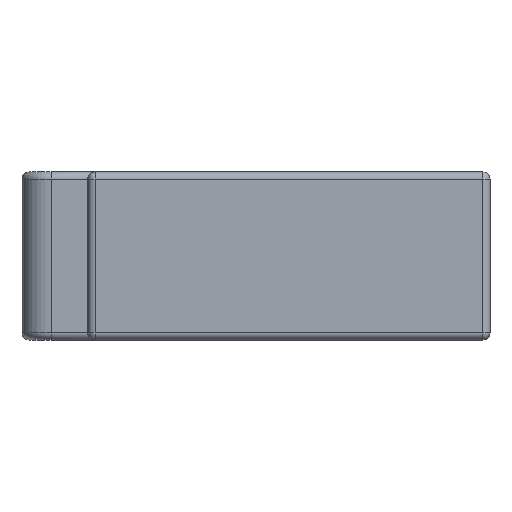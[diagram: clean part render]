
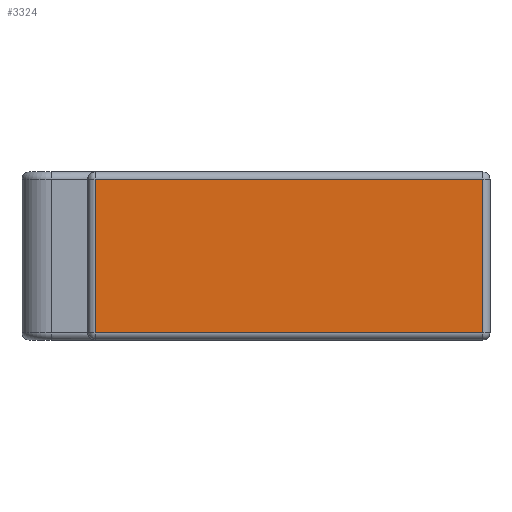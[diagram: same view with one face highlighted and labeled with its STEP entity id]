
A CAD part, left-side view. The second image highlights one B-rep face of the part: STEP entity #3324.
In plain terms, the highlighted planar face has unit normal (-1, 0, 0).
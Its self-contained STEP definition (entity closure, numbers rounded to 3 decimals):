
#170 = VERTEX_POINT ( 'NONE', #3695 ) ;
#931 = LINE ( 'NONE', #2482, #4168 ) ;
#936 = DIRECTION ( 'NONE',  ( 0., -1., 0. ) ) ;
#1088 = DIRECTION ( 'NONE',  ( 1., 0., 0. ) ) ;
#1218 = VERTEX_POINT ( 'NONE', #4816 ) ;
#1645 = EDGE_CURVE ( 'NONE', #1218, #170, #2918, .T. ) ;
#1953 = EDGE_CURVE ( 'NONE', #170, #2260, #931, .T. ) ;
#2260 = VERTEX_POINT ( 'NONE', #2819 ) ;
#2293 = CARTESIAN_POINT ( 'NONE',  ( -43., 26.5, 11.5 ) ) ;
#2352 = LINE ( 'NONE', #5065, #4154 ) ;
#2423 = DIRECTION ( 'NONE',  ( 0., 1., 0. ) ) ;
#2434 = LINE ( 'NONE', #2293, #4776 ) ;
#2482 = CARTESIAN_POINT ( 'NONE',  ( -43., -26.5, 11.5 ) ) ;
#2819 = CARTESIAN_POINT ( 'NONE',  ( -43., -26.5, 10.5 ) ) ;
#2825 = PLANE ( 'NONE',  #4982 ) ;
#2918 = LINE ( 'NONE', #3101, #3955 ) ;
#3101 = CARTESIAN_POINT ( 'NONE',  ( -43., 27.5, -10.5 ) ) ;
#3324 = ADVANCED_FACE ( 'NONE', ( #4963 ), #2825, .F. ) ;
#3695 = CARTESIAN_POINT ( 'NONE',  ( -43., -26.5, -10.5 ) ) ;
#3714 = ORIENTED_EDGE ( 'NONE', *, *, #1645, .T. ) ;
#3718 = ORIENTED_EDGE ( 'NONE', *, *, #4743, .T. ) ;
#3838 = DIRECTION ( 'NONE',  ( 0., 0., 1. ) ) ;
#3947 = ORIENTED_EDGE ( 'NONE', *, *, #1953, .T. ) ;
#3955 = VECTOR ( 'NONE', #936, 1000. ) ;
#4154 = VECTOR ( 'NONE', #2423, 1000. ) ;
#4168 = VECTOR ( 'NONE', #3838, 1000. ) ;
#4170 = DIRECTION ( 'NONE',  ( 0., 1., 0. ) ) ;
#4658 = CARTESIAN_POINT ( 'NONE',  ( -43., 26.5, 10.5 ) ) ;
#4743 = EDGE_CURVE ( 'NONE', #5592, #1218, #2434, .T. ) ;
#4753 = EDGE_LOOP ( 'NONE', ( #5338, #3718, #3714, #3947 ) ) ;
#4776 = VECTOR ( 'NONE', #5368, 1000. ) ;
#4816 = CARTESIAN_POINT ( 'NONE',  ( -43., 26.5, -10.5 ) ) ;
#4963 = FACE_OUTER_BOUND ( 'NONE', #4753, .T. ) ;
#4982 = AXIS2_PLACEMENT_3D ( 'NONE', #5024, #1088, #4170 ) ;
#5024 = CARTESIAN_POINT ( 'NONE',  ( -43., 27.5, 11.5 ) ) ;
#5065 = CARTESIAN_POINT ( 'NONE',  ( -43., 27.5, 10.5 ) ) ;
#5144 = EDGE_CURVE ( 'NONE', #2260, #5592, #2352, .T. ) ;
#5338 = ORIENTED_EDGE ( 'NONE', *, *, #5144, .T. ) ;
#5368 = DIRECTION ( 'NONE',  ( 0., 0., -1. ) ) ;
#5592 = VERTEX_POINT ( 'NONE', #4658 ) ;
